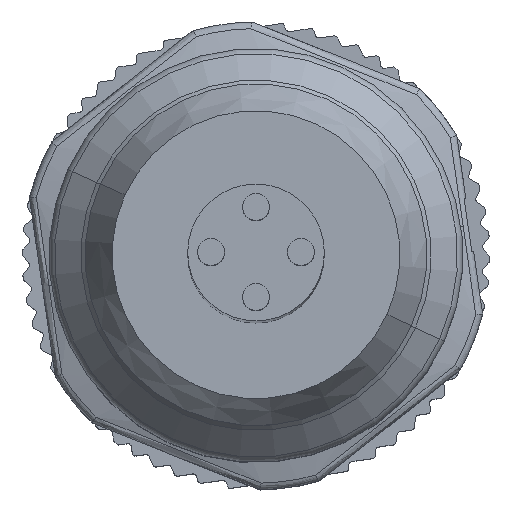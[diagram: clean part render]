
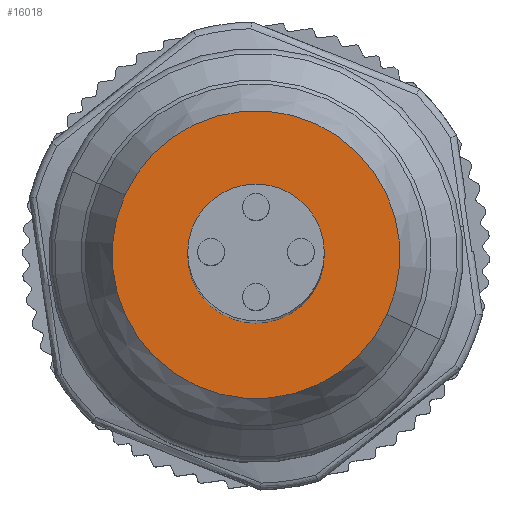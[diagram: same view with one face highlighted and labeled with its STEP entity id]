
A CAD part, top view. The second image highlights one B-rep face of the part: STEP entity #16018.
In plain terms, the highlighted planar face has unit normal (0, 0, 1).
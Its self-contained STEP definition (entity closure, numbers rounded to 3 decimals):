
#998 = DIRECTION ( 'NONE',  ( 0., 0., 1. ) ) ;
#1960 = ORIENTED_EDGE ( 'NONE', *, *, #5751, .F. ) ;
#2586 = CARTESIAN_POINT ( 'NONE',  ( 7.277, -3.323, 49.9 ) ) ;
#2605 = FACE_OUTER_BOUND ( 'NONE', #8715, .T. ) ;
#2728 = PLANE ( 'NONE',  #10603 ) ;
#3608 = DIRECTION ( 'NONE',  ( 0., 0., 1. ) ) ;
#3659 = EDGE_CURVE ( 'NONE', #15287, #12438, #6129, .T. ) ;
#3732 = DIRECTION ( 'NONE',  ( 0., 0., 1. ) ) ;
#5751 = EDGE_CURVE ( 'NONE', #10712, #23516, #12095, .T. ) ;
#5965 = DIRECTION ( 'NONE',  ( 0., 0., 1. ) ) ;
#6129 = CIRCLE ( 'NONE', #19917, 8. ) ;
#6184 = EDGE_CURVE ( 'NONE', #12438, #15287, #10127, .T. ) ;
#8290 = CARTESIAN_POINT ( 'NONE',  ( 3.8, 0., 49.9 ) ) ;
#8419 = CARTESIAN_POINT ( 'NONE',  ( 0., 0., 49.9 ) ) ;
#8715 = EDGE_LOOP ( 'NONE', ( #22315, #11802 ) ) ;
#8719 = DIRECTION ( 'NONE',  ( 0.91, -0.415, 0. ) ) ;
#9495 = CIRCLE ( 'NONE', #12646, 3.8 ) ;
#9566 = CARTESIAN_POINT ( 'NONE',  ( 0., 0., 49.9 ) ) ;
#10127 = CIRCLE ( 'NONE', #18774, 8. ) ;
#10157 = FACE_BOUND ( 'NONE', #22314, .T. ) ;
#10603 = AXIS2_PLACEMENT_3D ( 'NONE', #8419, #998, #12253 ) ;
#10712 = VERTEX_POINT ( 'NONE', #8290 ) ;
#11294 = ORIENTED_EDGE ( 'NONE', *, *, #18144, .F. ) ;
#11802 = ORIENTED_EDGE ( 'NONE', *, *, #3659, .T. ) ;
#12095 = CIRCLE ( 'NONE', #18377, 3.8 ) ;
#12253 = DIRECTION ( 'NONE',  ( 1., 0., 0. ) ) ;
#12438 = VERTEX_POINT ( 'NONE', #2586 ) ;
#12646 = AXIS2_PLACEMENT_3D ( 'NONE', #9566, #3732, #20647 ) ;
#13499 = DIRECTION ( 'NONE',  ( 1., 0., 0. ) ) ;
#14144 = CARTESIAN_POINT ( 'NONE',  ( 0., 0., 49.9 ) ) ;
#15287 = VERTEX_POINT ( 'NONE', #22259 ) ;
#16018 = ADVANCED_FACE ( 'NONE', ( #2605, #10157 ), #2728, .T. ) ;
#18144 = EDGE_CURVE ( 'NONE', #23516, #10712, #9495, .T. ) ;
#18377 = AXIS2_PLACEMENT_3D ( 'NONE', #19042, #5965, #13499 ) ;
#18774 = AXIS2_PLACEMENT_3D ( 'NONE', #14144, #21778, #8719 ) ;
#18790 = CARTESIAN_POINT ( 'NONE',  ( 0., 0., 49.9 ) ) ;
#19042 = CARTESIAN_POINT ( 'NONE',  ( 0., 0., 49.9 ) ) ;
#19917 = AXIS2_PLACEMENT_3D ( 'NONE', #18790, #3608, #20638 ) ;
#20638 = DIRECTION ( 'NONE',  ( 0.91, -0.415, 0. ) ) ;
#20647 = DIRECTION ( 'NONE',  ( 1., 0., 0. ) ) ;
#21220 = CARTESIAN_POINT ( 'NONE',  ( -3.8, 0., 49.9 ) ) ;
#21778 = DIRECTION ( 'NONE',  ( 0., 0., 1. ) ) ;
#22259 = CARTESIAN_POINT ( 'NONE',  ( -7.277, 3.323, 49.9 ) ) ;
#22314 = EDGE_LOOP ( 'NONE', ( #11294, #1960 ) ) ;
#22315 = ORIENTED_EDGE ( 'NONE', *, *, #6184, .T. ) ;
#23516 = VERTEX_POINT ( 'NONE', #21220 ) ;
